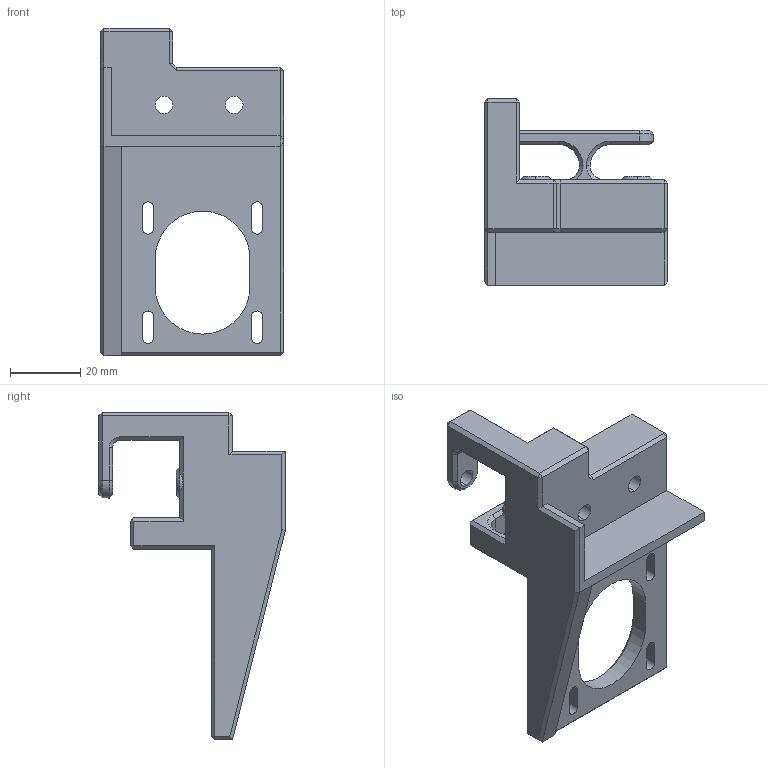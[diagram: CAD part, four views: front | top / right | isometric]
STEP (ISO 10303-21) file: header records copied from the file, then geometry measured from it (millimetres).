
FILE_DESCRIPTION (( 'STEP AP214' ), '1' );
FILE_NAME ('left Motor Mount.STEP', '2023-01-16T21:36:59', ( '' ), ( '' ), 'SwSTEP 2.0', 'SolidWorks 2020', '' );
FILE_SCHEMA (( 'AUTOMOTIVE_DESIGN' ));
Length unit declared in the file: millimetre
Products named in the file (1): left Motor Mount
Bounding box: 52 x 53 x 93 mm (x, y, z)
Volume: 40761.6 mm3; surface area: 18271.5 mm2
Topology: 1 solids, 1 shells, 213 faces, 502 edges, 293 vertices
Faces by surface type: plane 132, cylinder 50, cone 27, bspline 4
Entity records: 6360 total; most frequent: CARTESIAN_POINT 1425, DIRECTION 1021, ORIENTED_EDGE 1004, EDGE_CURVE 502, VECTOR 351, LINE 351, AXIS2_PLACEMENT_3D 335, VERTEX_POINT 293
